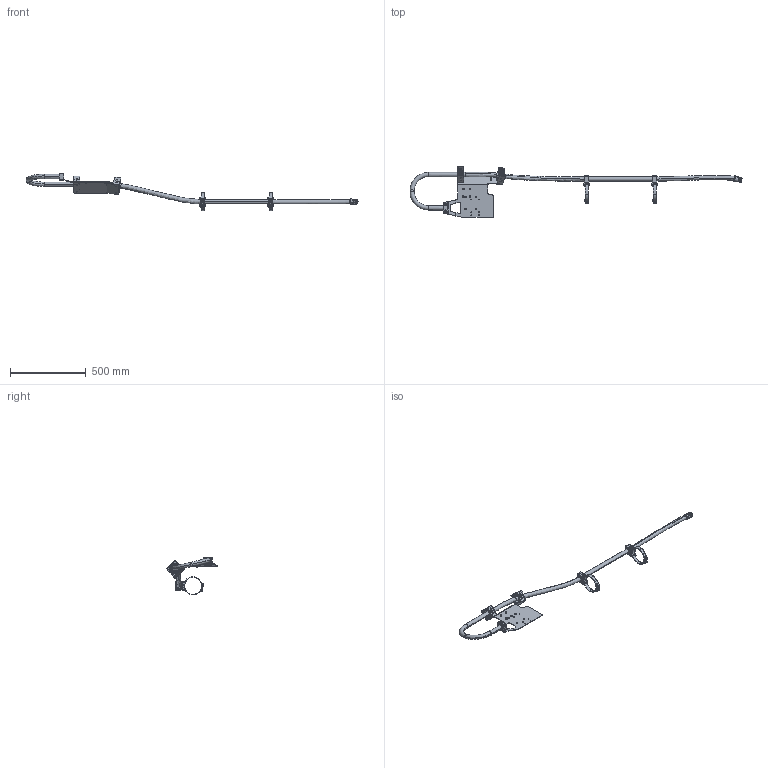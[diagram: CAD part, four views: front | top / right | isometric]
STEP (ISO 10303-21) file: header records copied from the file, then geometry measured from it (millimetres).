
FILE_DESCRIPTION (( 'STEP AP203' ), '1' );
FILE_NAME ('P0476.STEP', '2018-11-30T09:08:05', ( '' ), ( '' ), 'SwSTEP 2.0', 'SolidWorks 2017', '' );
FILE_SCHEMA (( 'CONFIG_CONTROL_DESIGN' ));
Length unit declared in the file: millimetre
Products named in the file (1): P0476
Bounding box: 2196.98 x 336.64 x 248.49 mm (x, y, z)
Volume: 1224207.5 mm3; surface area: 845667.2 mm2
Topology: 49 solids, 49 shells, 3014 faces, 7700 edges, 4788 vertices
Faces by surface type: plane 1037, cylinder 1026, bspline 507, torus 204, cone 152, sphere 88
Entity records: 126133 total; most frequent: CARTESIAN_POINT 55963, ORIENTED_EDGE 15208, DIRECTION 14072, EDGE_CURVE 7604, AXIS2_PLACEMENT_3D 5348, VERTEX_POINT 4788, VECTOR 3376, LINE 3376
